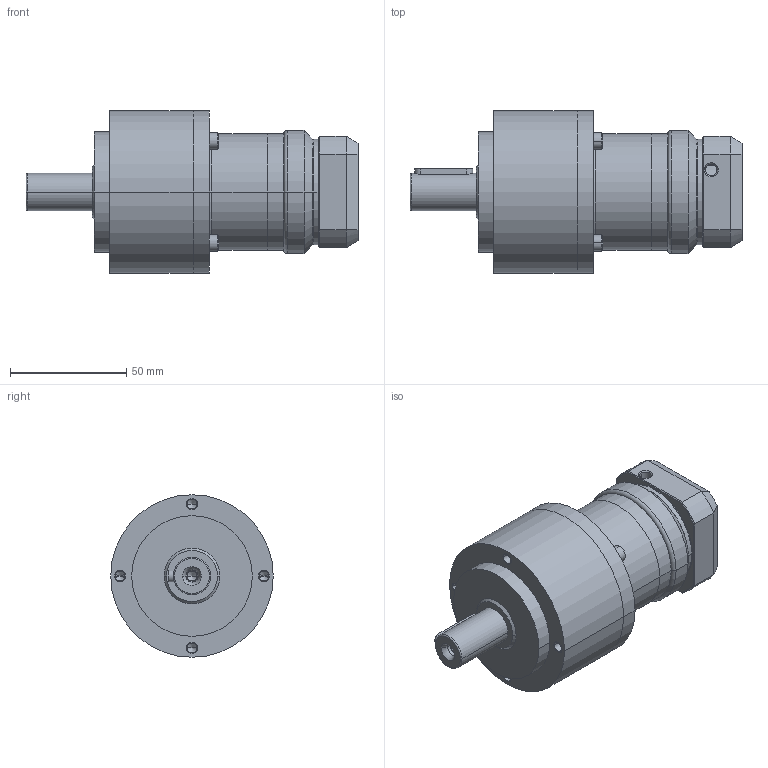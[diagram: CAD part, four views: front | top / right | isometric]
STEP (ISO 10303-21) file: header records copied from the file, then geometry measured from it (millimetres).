
FILE_DESCRIPTION((''),'2;1');
FILE_NAME('AE0702-P0403100302_ASM','2008-09-10T',('d00080'),(''),'PRO/ENGINEER BY PARAMETRIC TECHNOLOGY CORPORATION, 2006170','PRO/ENGINEER BY PARAMETRIC TECHNOLOGY CORPORATION, 2006170','');
FILE_SCHEMA(('CONFIG_CONTROL_DESIGN'));
Length unit declared in the file: millimetre
Products named in the file (8): AE070-2; P242; 220120502; RG-SET3-2_ASM; P1302100001; COVER-SET-1_ASM; P0403100302; AE0702-P0403100302_ASM
Assembly tree (10 placements, depth 3):
  AE0702-P0403100302_ASM
    AE070-2
    RG-SET3-2_ASM
      P242
      220120502  x4
    COVER-SET-1_ASM
      P1302100001
    P0403100302
Bounding box: 143 x 70 x 70 mm (x, y, z)
Volume: 298902.3 mm3; surface area: 55926.7 mm2
Topology: 8 solids, 18 shells, 360 faces, 802 edges, 481 vertices
Faces by surface type: cylinder 147, plane 117, cone 70, torus 26
Entity records: 7770 total; most frequent: DIRECTION 1462, CARTESIAN_POINT 1424, ORIENTED_EDGE 1132, AXIS2_PLACEMENT_3D 613, EDGE_CURVE 586, VERTEX_POINT 367, EDGE_LOOP 323, CIRCLE 321
